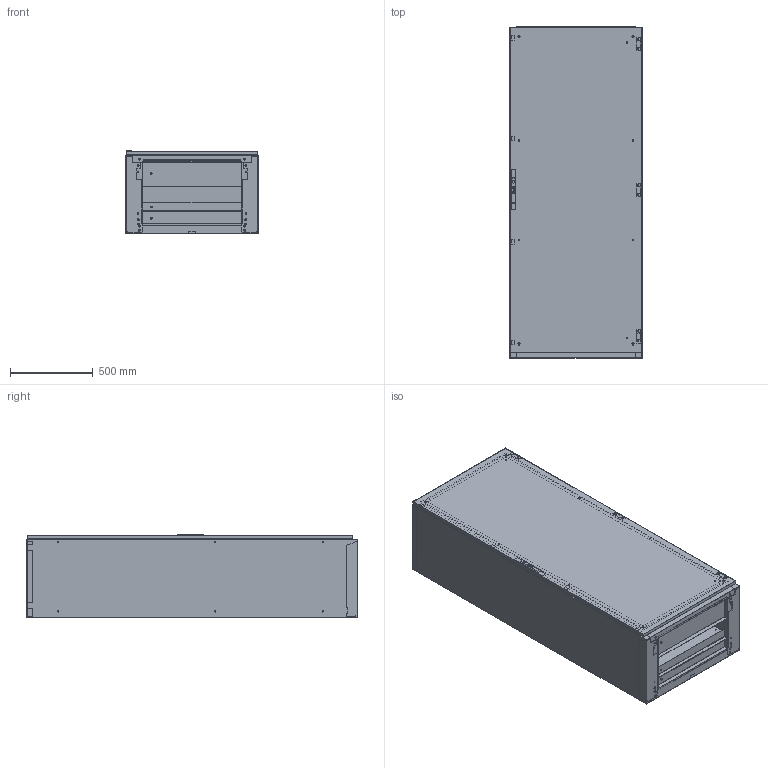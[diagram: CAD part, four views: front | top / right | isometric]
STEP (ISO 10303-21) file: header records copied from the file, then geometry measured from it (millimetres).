
FILE_DESCRIPTION (( 'STEP AP214' ), '1' );
FILE_NAME ('0390-8020-50-17.STEP', '2014-12-03T12:48:58', ( '' ), ( '' ), 'SwSTEP 2.0', 'SolidWorks 2014', '' );
FILE_SCHEMA (( 'AUTOMOTIVE_DESIGN' ));
Length unit declared in the file: millimetre
Products named in the file (19): Tragschiene unten rechts (Modell) T500; Abwicklung kpl (Modell) B800H2000T500; Bodenplatte mitte 0395 f黵 0390 (Modell) B800; 0390-8020-50-17; Bodenplatte vorne 0395 f黵 0390 (Modell) B800; Tragschiene oben rechts (Modell) T500; Montageplatte kpl 0348 (Modell) B800H2000; Arretierwinkel kpl rechts (Modell) 800; Arretierwinkel kpl links (Modell) 800; Rasthalterung kpl rechts (Modell) 800; Rasthalterung kpl links (Modell) 800; Montageplatte 0348 (Modell) B800H2000; Tragschiene oben links (Modell) T500; Dachwinkel vorn-hinten (Modell) B800; Tragschiene unten links (Modell) T500; Dachplatte 0390 (Modell) B800T500; Bodenblech vorn-hinten (Modell) B800; Tuere 0395 (Modell) B800H2000; Bodenplatte hinten 0395 f黵 0390 (Modell) B800
Assembly tree (18 placements, depth 3):
  0390-8020-50-17
    Abwicklung kpl (Modell) B800H2000T500
    Tragschiene unten rechts (Modell) T500
    Tuere 0395 (Modell) B800H2000
    Bodenblech vorn-hinten (Modell) B800
    Dachplatte 0390 (Modell) B800T500
    Tragschiene unten links (Modell) T500
    Dachwinkel vorn-hinten (Modell) B800
    Tragschiene oben links (Modell) T500
    Montageplatte kpl 0348 (Modell) B800H2000
      Montageplatte 0348 (Modell) B800H2000
      Rasthalterung kpl links (Modell) 800
      Rasthalterung kpl rechts (Modell) 800
      Arretierwinkel kpl links (Modell) 800
      Arretierwinkel kpl rechts (Modell) 800
    Tragschiene oben rechts (Modell) T500
    Bodenplatte vorne 0395 f黵 0390 (Modell) B800
    Bodenplatte mitte 0395 f黵 0390 (Modell) B800
    Bodenplatte hinten 0395 f黵 0390 (Modell) B800
Bounding box: 800 x 2006.5 x 507.5 mm (x, y, z)
Volume: 16746992.2 mm3; surface area: 18015719.5 mm2
Topology: 31 solids, 31 shells, 2593 faces, 6948 edges, 4605 vertices
Faces by surface type: plane 1341, cylinder 1198, cone 54
Entity records: 103621 total; most frequent: DIRECTION 14568, CARTESIAN_POINT 14429, ORIENTED_EDGE 13896, EDGE_CURVE 6948, AXIS2_PLACEMENT_3D 5080, VERTEX_POINT 4605, LINE 4408, VECTOR 4408
